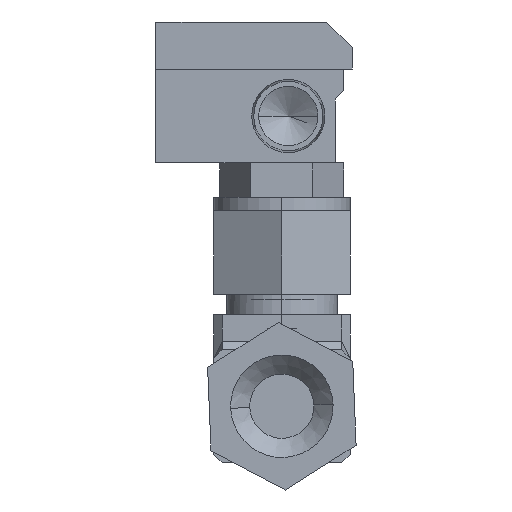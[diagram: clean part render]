
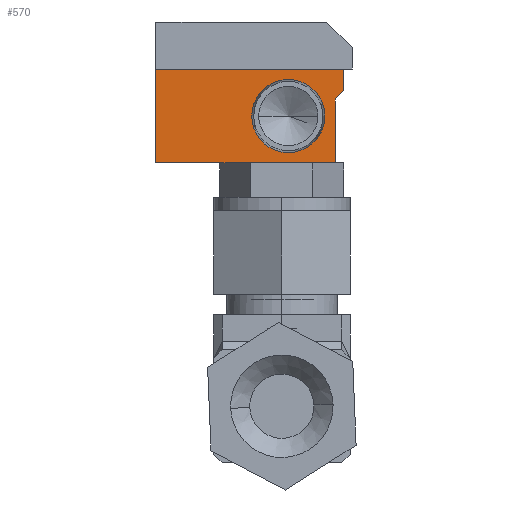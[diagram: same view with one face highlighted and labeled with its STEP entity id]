
A CAD part, left-side view. The second image highlights one B-rep face of the part: STEP entity #570.
In plain terms, the highlighted planar face has unit normal (-1, 0, 0).
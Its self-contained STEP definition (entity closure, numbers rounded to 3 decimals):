
#570=ADVANCED_FACE('',(#1617,#1618),#1619,.T.);
#1617=FACE_OUTER_BOUND('',#4070,.T.);
#1618=FACE_BOUND('',#4071,.T.);
#1619=PLANE('',#4072);
#4070=EDGE_LOOP('',(#7264,#7265,#7266,#7267,#7268,#7269));
#4071=EDGE_LOOP('',(#7270,#7271));
#4072=AXIS2_PLACEMENT_3D('',#7272,#7273,#7274);
#7264=ORIENTED_EDGE('',*,*,#10928,.F.);
#7265=ORIENTED_EDGE('',*,*,#10929,.F.);
#7266=ORIENTED_EDGE('',*,*,#10930,.F.);
#7267=ORIENTED_EDGE('',*,*,#10931,.F.);
#7268=ORIENTED_EDGE('',*,*,#10927,.F.);
#7269=ORIENTED_EDGE('',*,*,#10932,.F.);
#7270=ORIENTED_EDGE('',*,*,#10866,.T.);
#7271=ORIENTED_EDGE('',*,*,#10882,.T.);
#7272=CARTESIAN_POINT('',(-427.688,73.053,-4.388));
#7273=DIRECTION('',(-1.0,0.0,0.0));
#7274=DIRECTION('',(0.0,0.0,1.0));
#10866=EDGE_CURVE('',#12951,#12948,#12952,.T.);
#10882=EDGE_CURVE('',#12948,#12951,#12977,.T.);
#10927=EDGE_CURVE('',#13026,#13021,#13028,.T.);
#10928=EDGE_CURVE('',#13029,#13030,#13031,.T.);
#10929=EDGE_CURVE('',#13032,#13029,#13033,.T.);
#10930=EDGE_CURVE('',#13034,#13032,#13035,.T.);
#10931=EDGE_CURVE('',#13021,#13034,#13036,.T.);
#10932=EDGE_CURVE('',#13030,#13026,#13037,.T.);
#12948=VERTEX_POINT('',#16257);
#12951=VERTEX_POINT('',#16261);
#12952=CIRCLE('',#16262,6.795);
#12977=CIRCLE('',#16292,6.795);
#13021=VERTEX_POINT('',#16336);
#13026=VERTEX_POINT('',#16343);
#13028=LINE('',#16346,#16347);
#13029=VERTEX_POINT('',#16348);
#13030=VERTEX_POINT('',#16349);
#13031=LINE('',#16350,#16351);
#13032=VERTEX_POINT('',#16352);
#13033=LINE('',#16353,#16354);
#13034=VERTEX_POINT('',#16355);
#13035=LINE('',#16356,#16357);
#13036=LINE('',#16358,#16359);
#13037=LINE('',#16360,#16361);
#16257=CARTESIAN_POINT('',(-427.688,76.45,-4.388));
#16261=CARTESIAN_POINT('',(-427.688,62.861,-4.388));
#16262=AXIS2_PLACEMENT_3D('',#19512,#19513,#19514);
#16292=AXIS2_PLACEMENT_3D('',#19550,#19551,#19552);
#16336=CARTESIAN_POINT('',(-427.688,94.268,-13.1));
#16343=CARTESIAN_POINT('',(-427.688,60.943,-13.1));
#16346=CARTESIAN_POINT('',(-427.688,60.943,-13.1));
#16347=VECTOR('',#19679,33.325);
#16348=CARTESIAN_POINT('',(-427.688,59.343,0.394));
#16349=CARTESIAN_POINT('',(-427.688,60.943,-1.206));
#16350=CARTESIAN_POINT('',(-427.688,59.343,0.394));
#16351=VECTOR('',#19680,2.263);
#16352=CARTESIAN_POINT('',(-427.688,59.343,4.362));
#16353=CARTESIAN_POINT('',(-427.688,59.343,4.362));
#16354=VECTOR('',#19681,3.969);
#16355=CARTESIAN_POINT('',(-427.688,94.268,4.362));
#16356=CARTESIAN_POINT('',(-427.688,94.268,4.362));
#16357=VECTOR('',#19682,34.925);
#16358=CARTESIAN_POINT('',(-427.688,94.268,-13.1));
#16359=VECTOR('',#19683,17.463);
#16360=CARTESIAN_POINT('',(-427.688,60.943,-1.206));
#16361=VECTOR('',#19684,11.894);
#19512=CARTESIAN_POINT('',(-427.688,69.656,-4.388));
#19513=DIRECTION('',(1.0,0.0,0.0));
#19514=DIRECTION('',(0.0,1.0,0.0));
#19550=CARTESIAN_POINT('',(-427.688,69.656,-4.388));
#19551=DIRECTION('',(1.0,0.0,0.0));
#19552=DIRECTION('',(0.0,1.0,0.0));
#19679=DIRECTION('',(0.0,1.0,0.0));
#19680=DIRECTION('',(0.0,0.707,-0.707));
#19681=DIRECTION('',(0.0,0.0,-1.0));
#19682=DIRECTION('',(0.0,-1.0,0.0));
#19683=DIRECTION('',(0.0,0.0,1.0));
#19684=DIRECTION('',(0.0,0.0,-1.0));
